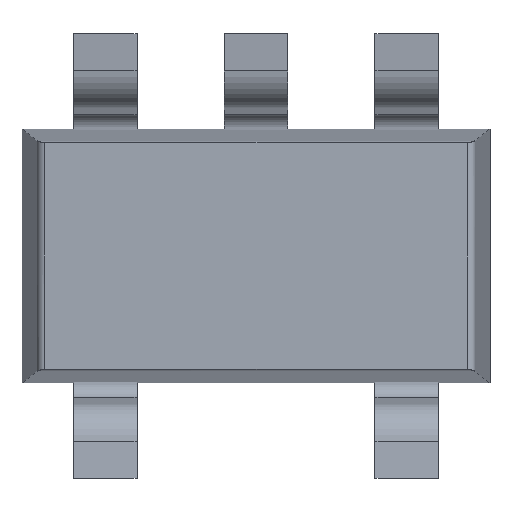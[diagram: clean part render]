
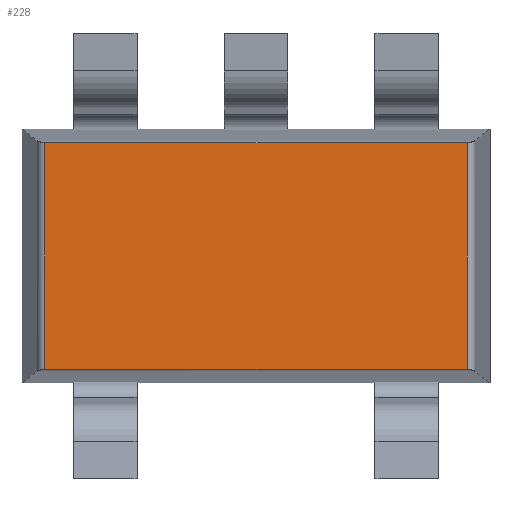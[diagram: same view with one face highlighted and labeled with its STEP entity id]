
A CAD part, front view. The second image highlights one B-rep face of the part: STEP entity #228.
In plain terms, the highlighted planar face has unit normal (0, -1, 0).
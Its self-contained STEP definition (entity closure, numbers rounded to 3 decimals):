
#228=ADVANCED_FACE('',(#464),#465,.T.);
#464=FACE_OUTER_BOUND('',#705,.T.);
#465=PLANE('',#706);
#705=EDGE_LOOP('',(#1377,#1378,#1379,#1380));
#706=AXIS2_PLACEMENT_3D('',#1381,#1382,#1383);
#1377=ORIENTED_EDGE('',*,*,#1783,.T.);
#1378=ORIENTED_EDGE('',*,*,#1784,.T.);
#1379=ORIENTED_EDGE('',*,*,#1785,.T.);
#1380=ORIENTED_EDGE('',*,*,#1786,.F.);
#1381=CARTESIAN_POINT('',(1.475,0.086,0.85));
#1382=DIRECTION('',(0.0,-1.0,-0.0));
#1383=DIRECTION('',(-1.0,0.0,0.));
#1783=EDGE_CURVE('',#2229,#2230,#2231,.T.);
#1784=EDGE_CURVE('',#2230,#2232,#2233,.T.);
#1785=EDGE_CURVE('',#2232,#2234,#2235,.T.);
#1786=EDGE_CURVE('',#2229,#2234,#2236,.T.);
#2229=VERTEX_POINT('',#2842);
#2230=VERTEX_POINT('',#2843);
#2231=LINE('',#2844,#2845);
#2232=VERTEX_POINT('',#2846);
#2233=LINE('',#2847,#2848);
#2234=VERTEX_POINT('',#2849);
#2235=LINE('',#2850,#2851);
#2236=LINE('',#2852,#2853);
#2842=CARTESIAN_POINT('',(2.805,0.086,0.715));
#2843=CARTESIAN_POINT('',(0.145,0.086,0.715));
#2844=CARTESIAN_POINT('',(1.475,0.086,0.715));
#2845=VECTOR('',#3289,1.0);
#2846=CARTESIAN_POINT('',(0.145,0.086,-0.715));
#2847=CARTESIAN_POINT('',(0.145,0.086,0.85));
#2848=VECTOR('',#3290,1.0);
#2849=CARTESIAN_POINT('',(2.805,0.086,-0.715));
#2850=CARTESIAN_POINT('',(1.475,0.086,-0.715));
#2851=VECTOR('',#3291,1.0);
#2852=CARTESIAN_POINT('',(2.805,0.086,0.85));
#2853=VECTOR('',#3292,1.0);
#3289=DIRECTION('',(-1.0,-0.0,0.));
#3290=DIRECTION('',(0.,0.0,-1.0));
#3291=DIRECTION('',(1.0,0.0,0.));
#3292=DIRECTION('',(0.,0.0,-1.0));
